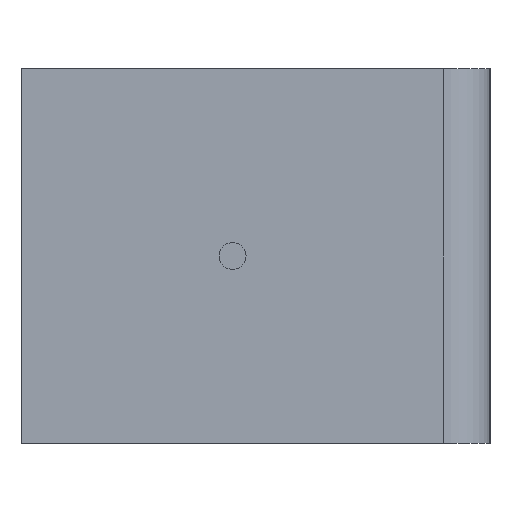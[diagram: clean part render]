
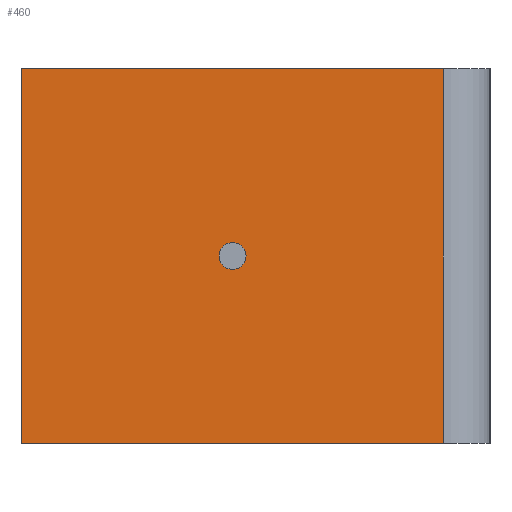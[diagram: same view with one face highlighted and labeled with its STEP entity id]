
A CAD part, left-side view. The second image highlights one B-rep face of the part: STEP entity #460.
In plain terms, the highlighted planar face has unit normal (-1, 0, 0).
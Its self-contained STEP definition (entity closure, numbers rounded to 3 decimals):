
#1 = VECTOR ( 'NONE', #409, 1000. ) ;
#4 = VECTOR ( 'NONE', #128, 1000. ) ;
#5 = LINE ( 'NONE', #400, #1 ) ;
#8 = LINE ( 'NONE', #130, #4 ) ;
#22 = CARTESIAN_POINT ( 'NONE',  ( -31.75, 0., -0.457 ) ) ;
#28 = VECTOR ( 'NONE', #306, 1000. ) ;
#29 = LINE ( 'NONE', #307, #28 ) ;
#39 = EDGE_CURVE ( 'NONE', #192, #111, #8, .T. ) ;
#43 = FACE_OUTER_BOUND ( 'NONE', #95, .T. ) ;
#56 = EDGE_CURVE ( 'NONE', #192, #201, #5, .T. ) ;
#57 = EDGE_CURVE ( 'NONE', #110, #89, #119, .T. ) ;
#59 = EDGE_CURVE ( 'NONE', #111, #184, #118, .T. ) ;
#67 = DIRECTION ( 'NONE',  ( 1., 0., 0. ) ) ;
#89 = VERTEX_POINT ( 'NONE', #22 ) ;
#95 = EDGE_LOOP ( 'NONE', ( #439, #440, #426, #443 ) ) ;
#104 = EDGE_LOOP ( 'NONE', ( #180, #442 ) ) ;
#110 = VERTEX_POINT ( 'NONE', #397 ) ;
#111 = VERTEX_POINT ( 'NONE', #396 ) ;
#115 = VECTOR ( 'NONE', #404, 1000. ) ;
#118 = LINE ( 'NONE', #410, #115 ) ;
#119 = CIRCLE ( 'NONE', #346, 0.457 ) ;
#128 = DIRECTION ( 'NONE',  ( 0., 0., -1. ) ) ;
#130 = CARTESIAN_POINT ( 'NONE',  ( -31.75, 7.14, 6.35 ) ) ;
#180 = ORIENTED_EDGE ( 'NONE', *, *, #468, .T. ) ;
#184 = VERTEX_POINT ( 'NONE', #395 ) ;
#192 = VERTEX_POINT ( 'NONE', #394 ) ;
#201 = VERTEX_POINT ( 'NONE', #234 ) ;
#234 = CARTESIAN_POINT ( 'NONE',  ( -31.75, -7.14, 6.35 ) ) ;
#249 = PLANE ( 'NONE',  #273 ) ;
#272 = AXIS2_PLACEMENT_3D ( 'NONE', #361, #362, #363 ) ;
#273 = AXIS2_PLACEMENT_3D ( 'NONE', #321, #67, #334 ) ;
#294 = CIRCLE ( 'NONE', #272, 0.457 ) ;
#306 = DIRECTION ( 'NONE',  ( 0., 0., -1. ) ) ;
#307 = CARTESIAN_POINT ( 'NONE',  ( -31.75, -7.14, 6.35 ) ) ;
#321 = CARTESIAN_POINT ( 'NONE',  ( -31.75, -7.14, 6.35 ) ) ;
#334 = DIRECTION ( 'NONE',  ( 0., 0., -1. ) ) ;
#346 = AXIS2_PLACEMENT_3D ( 'NONE', #403, #406, #408 ) ;
#361 = CARTESIAN_POINT ( 'NONE',  ( -31.75, 0., 0. ) ) ;
#362 = DIRECTION ( 'NONE',  ( 1., 0., 0. ) ) ;
#363 = DIRECTION ( 'NONE',  ( 0., 0., -1. ) ) ;
#394 = CARTESIAN_POINT ( 'NONE',  ( -31.75, 7.14, 6.35 ) ) ;
#395 = CARTESIAN_POINT ( 'NONE',  ( -31.75, -7.14, -6.35 ) ) ;
#396 = CARTESIAN_POINT ( 'NONE',  ( -31.75, 7.14, -6.35 ) ) ;
#397 = CARTESIAN_POINT ( 'NONE',  ( -31.75, 0., 0.457 ) ) ;
#400 = CARTESIAN_POINT ( 'NONE',  ( -31.75, -7.14, 6.35 ) ) ;
#403 = CARTESIAN_POINT ( 'NONE',  ( -31.75, 0., 0. ) ) ;
#404 = DIRECTION ( 'NONE',  ( 0., -1., 0. ) ) ;
#406 = DIRECTION ( 'NONE',  ( 1., 0., 0. ) ) ;
#408 = DIRECTION ( 'NONE',  ( 0., 0., -1. ) ) ;
#409 = DIRECTION ( 'NONE',  ( 0., -1., 0. ) ) ;
#410 = CARTESIAN_POINT ( 'NONE',  ( -31.75, -7.14, -6.35 ) ) ;
#415 = EDGE_CURVE ( 'NONE', #201, #184, #29, .T. ) ;
#421 = FACE_BOUND ( 'NONE', #104, .T. ) ;
#426 = ORIENTED_EDGE ( 'NONE', *, *, #56, .F. ) ;
#439 = ORIENTED_EDGE ( 'NONE', *, *, #59, .T. ) ;
#440 = ORIENTED_EDGE ( 'NONE', *, *, #415, .F. ) ;
#442 = ORIENTED_EDGE ( 'NONE', *, *, #57, .T. ) ;
#443 = ORIENTED_EDGE ( 'NONE', *, *, #39, .T. ) ;
#460 = ADVANCED_FACE ( 'NONE', ( #421, #43 ), #249, .F. ) ;
#468 = EDGE_CURVE ( 'NONE', #89, #110, #294, .T. ) ;
